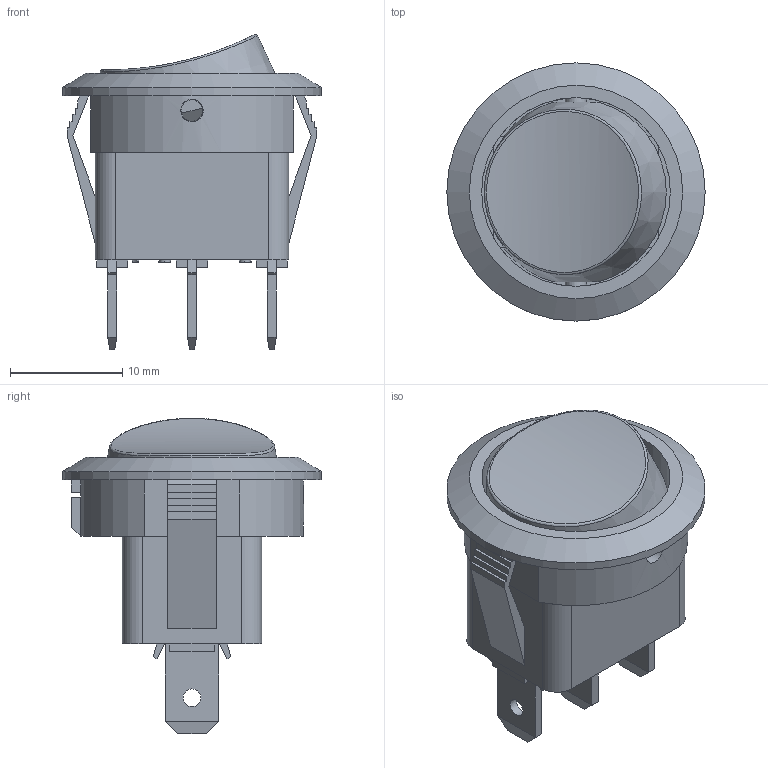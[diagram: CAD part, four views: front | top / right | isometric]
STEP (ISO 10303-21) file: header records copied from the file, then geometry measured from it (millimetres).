
FILE_DESCRIPTION(/* description */ (''),/* implementation_level */ '2;1');
FILE_NAME(/* name */ 'RR113xxx00.stp',/* time_stamp */ '2025-11-26T15:31:32-06:00',/* author */ ('jsteinblock'),/* organization */ (''),/* preprocessor_version */ 'ST-DEVELOPER v18.1',/* originating_system */ 'Autodesk Inventor 2022',/* authorisation */ '');
FILE_SCHEMA (('AUTOMOTIVE_DESIGN { 1 0 10303 214 3 1 1 }'));
Length unit declared in the file: inch
Products named in the file (1): RR113xxx00
Bounding box: 23 x 23 x 28.1 mm (x, y, z)
Volume: 2921.3 mm3; surface area: 3808.6 mm2
Topology: 2 solids, 5 shells, 638 faces, 1685 edges, 1108 vertices
Faces by surface type: plane 452, bspline 150, cylinder 33, cone 2, sphere 1
Full cylindrical faces by diameter (mm): 1.6 x3, 1.9 x2, 2 x2, 3 x1, 4.6 x1, 16.8 x1, 23 x1
Entity records: 20627 total; most frequent: CARTESIAN_POINT 5754, ORIENTED_EDGE 3368, DIRECTION 2429, EDGE_CURVE 1684, LINE 1295, VECTOR 1295, VERTEX_POINT 1108, EDGE_LOOP 704
